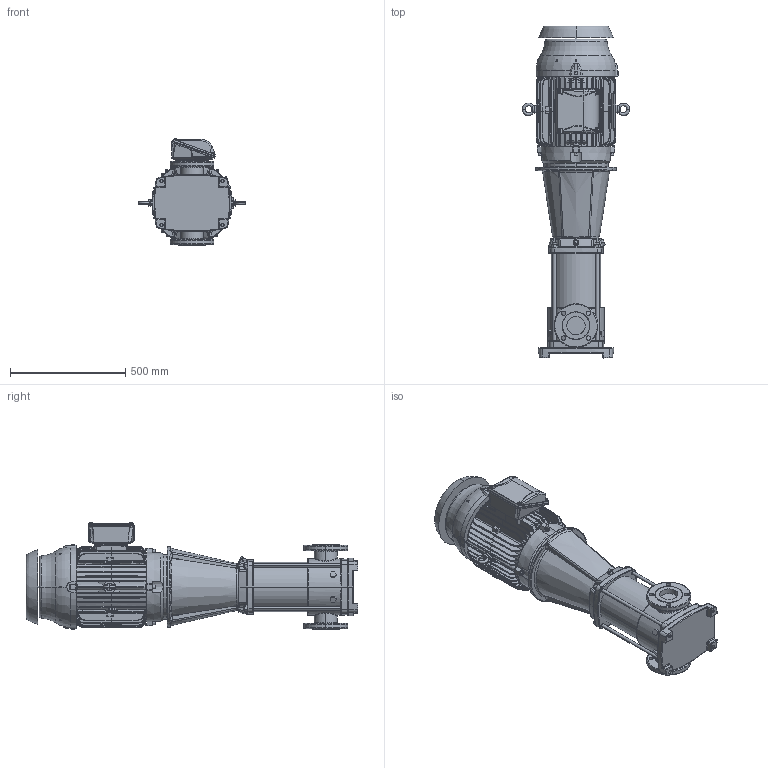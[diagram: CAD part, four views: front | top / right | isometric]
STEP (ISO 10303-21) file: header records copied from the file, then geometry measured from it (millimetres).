
FILE_DESCRIPTION (( 'STEP AP203' ), '1' );
FILE_NAME ('3303119 - MVI-225-3_1-25 HP-284TSC-304-E-230_460~3.step', '2022-03-30T19:45:28', ( '' ), ( '' ), 'SwSTEP 2.0', 'SolidWorks 2021', '' );
FILE_SCHEMA (( 'CONFIG_CONTROL_DESIGN' ));
Length unit declared in the file: inch
Products named in the file (5): 2704070 - NEMA V2 25HP 284_6TSC 230_460~3 TEFC; TEFC MOTOR_2704070 - NEMA V2 25HP 284_6TSC 230_460~3 TEFC; sbi_n_45-3_1_flange(NEMA); 3303119 - MVI-225-3_1-25 HP-284TSC-304-E-230_460~3; MVI PEO - [304-EPDM]_3304119 - MVI-225-3_1-25 HP-284TSC-304-E-S
Assembly tree (4 placements, depth 3):
  3303119 - MVI-225-3_1-25 HP-284TSC-304-E-230_460~3
    MVI PEO - [304-EPDM]_3304119 - MVI-225-3_1-25 HP-284TSC-304-E-S
      sbi_n_45-3_1_flange(NEMA)
    TEFC MOTOR_2704070 - NEMA V2 25HP 284_6TSC 230_460~3 TEFC
      2704070 - NEMA V2 25HP 284_6TSC 230_460~3 TEFC
Bounding box: 465.92 x 1441.85 x 466.9 mm (x, y, z)
Volume: 90880425.7 mm3; surface area: 3398826.6 mm2
Topology: 21 solids, 30 shells, 3262 faces, 8167 edges, 5042 vertices
Faces by surface type: bspline 1041, plane 956, cylinder 928, cone 259, torus 55, sphere 23
Entity records: 173413 total; most frequent: CARTESIAN_POINT 104840, ORIENTED_EDGE 16242, DIRECTION 11566, EDGE_CURVE 8121, VERTEX_POINT 5038, AXIS2_PLACEMENT_3D 4611, EDGE_LOOP 3429, ADVANCED_FACE 3262
